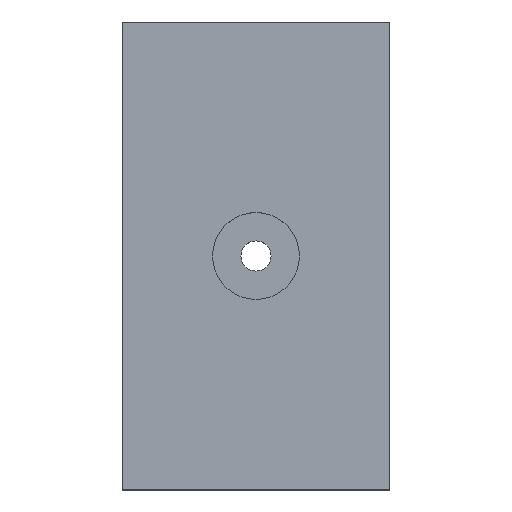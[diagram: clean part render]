
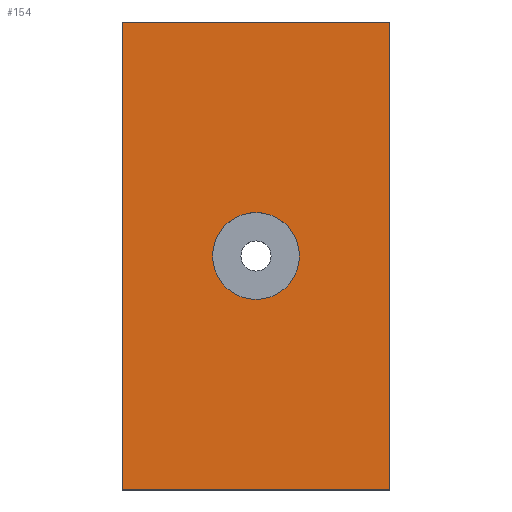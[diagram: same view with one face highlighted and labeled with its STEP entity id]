
A CAD part, top view. The second image highlights one B-rep face of the part: STEP entity #154.
In plain terms, the highlighted planar face has unit normal (0, 0, 1).
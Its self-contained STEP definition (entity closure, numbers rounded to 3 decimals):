
#19=LINE('',#254,#33);
#22=LINE('',#260,#36);
#25=LINE('',#266,#39);
#28=LINE('',#270,#42);
#33=VECTOR('',#213,10.);
#36=VECTOR('',#218,10.);
#39=VECTOR('',#223,10.);
#42=VECTOR('',#228,10.);
#47=FACE_BOUND('',#68,.T.);
#56=FACE_OUTER_BOUND('',#67,.T.);
#67=EDGE_LOOP('',(#134,#135,#136,#137));
#68=EDGE_LOOP('',(#138));
#71=CIRCLE('',#182,6.5);
#75=VERTEX_POINT('',#240);
#79=VERTEX_POINT('',#251);
#80=VERTEX_POINT('',#253);
#82=VERTEX_POINT('',#259);
#84=VERTEX_POINT('',#265);
#87=EDGE_CURVE('',#75,#75,#71,.T.);
#93=EDGE_CURVE('',#80,#79,#19,.T.);
#96=EDGE_CURVE('',#82,#80,#22,.T.);
#99=EDGE_CURVE('',#84,#82,#25,.T.);
#102=EDGE_CURVE('',#79,#84,#28,.T.);
#134=ORIENTED_EDGE('',*,*,#102,.T.);
#135=ORIENTED_EDGE('',*,*,#99,.T.);
#136=ORIENTED_EDGE('',*,*,#96,.T.);
#137=ORIENTED_EDGE('',*,*,#93,.T.);
#138=ORIENTED_EDGE('',*,*,#87,.T.);
#145=PLANE('',#190);
#154=ADVANCED_FACE('',(#56,#47),#145,.T.);
#182=AXIS2_PLACEMENT_3D('',#241,#201,#202);
#190=AXIS2_PLACEMENT_3D('',#272,#231,#232);
#201=DIRECTION('center_axis',(0.,0.,-1.));
#202=DIRECTION('ref_axis',(1.,0.,0.));
#213=DIRECTION('',(0.,1.,0.));
#218=DIRECTION('',(1.,0.,0.));
#223=DIRECTION('',(0.,-1.,0.));
#228=DIRECTION('',(-1.,0.,0.));
#231=DIRECTION('center_axis',(0.,0.,1.));
#232=DIRECTION('ref_axis',(1.,0.,0.));
#240=CARTESIAN_POINT('',(-6.5,0.,5.));
#241=CARTESIAN_POINT('Origin',(0.,0.,
5.));
#251=CARTESIAN_POINT('',(20.,35.,5.));
#253=CARTESIAN_POINT('',(20.,-35.,5.));
#254=CARTESIAN_POINT('',(20.,35.,5.));
#259=CARTESIAN_POINT('',(-20.,-35.,5.));
#260=CARTESIAN_POINT('',(20.,-35.,5.));
#265=CARTESIAN_POINT('',(-20.,35.,5.));
#266=CARTESIAN_POINT('',(-20.,-35.,5.));
#270=CARTESIAN_POINT('',(-20.,35.,5.));
#272=CARTESIAN_POINT('Origin',(0.,0.,5.));
